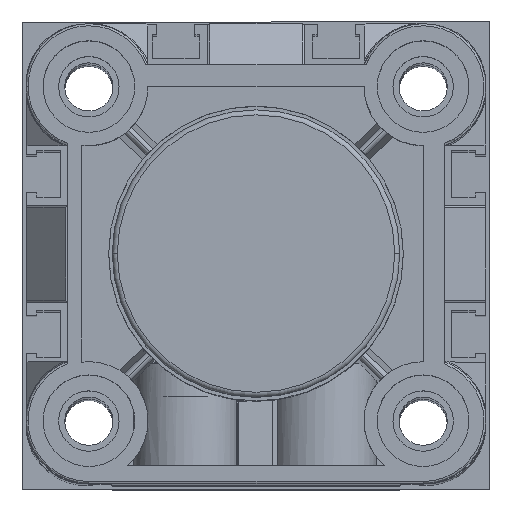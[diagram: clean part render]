
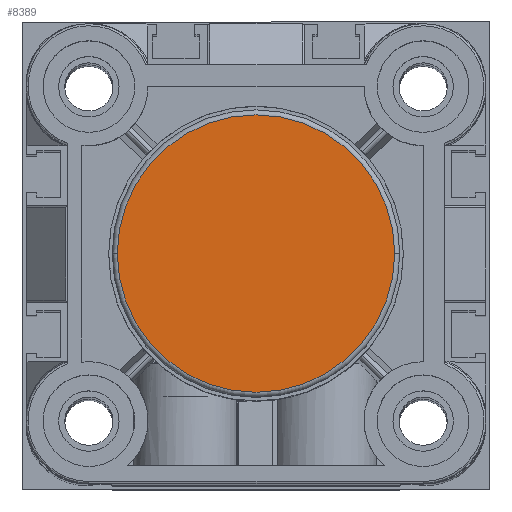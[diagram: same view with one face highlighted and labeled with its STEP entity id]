
A CAD part, top view. The second image highlights one B-rep face of the part: STEP entity #8389.
In plain terms, the highlighted face is planar.
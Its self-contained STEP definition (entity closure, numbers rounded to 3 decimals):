
#2964 = DIRECTION ( 'NONE',  ( 0., 0., -1. ) ) ;
#2980 = CIRCLE ( 'NONE', #16189, 19.3 ) ;
#8389 = ADVANCED_FACE ( 'NONE', ( #29575 ), #24498, .F. ) ;
#9898 = EDGE_CURVE ( 'NONE', #19741, #18178, #29899, .T. ) ;
#9946 = DIRECTION ( 'NONE',  ( 0., 0., 1. ) ) ;
#11653 = CARTESIAN_POINT ( 'NONE',  ( 45.55, 26.25, -4. ) ) ;
#12414 = CARTESIAN_POINT ( 'NONE',  ( 26.25, 26.25, -4. ) ) ;
#13242 = AXIS2_PLACEMENT_3D ( 'NONE', #17133, #9946, #26865 ) ;
#13587 = EDGE_LOOP ( 'NONE', ( #14845, #21738 ) ) ;
#14845 = ORIENTED_EDGE ( 'NONE', *, *, #9898, .T. ) ;
#14849 = DIRECTION ( 'NONE',  ( 1., 0., 0. ) ) ;
#14979 = AXIS2_PLACEMENT_3D ( 'NONE', #12414, #29329, #14849 ) ;
#16189 = AXIS2_PLACEMENT_3D ( 'NONE', #17431, #2964, #19891 ) ;
#17133 = CARTESIAN_POINT ( 'NONE',  ( 0., 0., -4. ) ) ;
#17431 = CARTESIAN_POINT ( 'NONE',  ( 26.25, 26.25, -4. ) ) ;
#18178 = VERTEX_POINT ( 'NONE', #26882 ) ;
#18817 = EDGE_CURVE ( 'NONE', #18178, #19741, #2980, .T. ) ;
#19741 = VERTEX_POINT ( 'NONE', #11653 ) ;
#19891 = DIRECTION ( 'NONE',  ( 1., 0., 0. ) ) ;
#21738 = ORIENTED_EDGE ( 'NONE', *, *, #18817, .T. ) ;
#24498 = PLANE ( 'NONE',  #13242 ) ;
#26865 = DIRECTION ( 'NONE',  ( 1., 0., 0. ) ) ;
#26882 = CARTESIAN_POINT ( 'NONE',  ( 6.95, 26.25, -4. ) ) ;
#29329 = DIRECTION ( 'NONE',  ( 0., 0., -1. ) ) ;
#29575 = FACE_OUTER_BOUND ( 'NONE', #13587, .T. ) ;
#29899 = CIRCLE ( 'NONE', #14979, 19.3 ) ;
